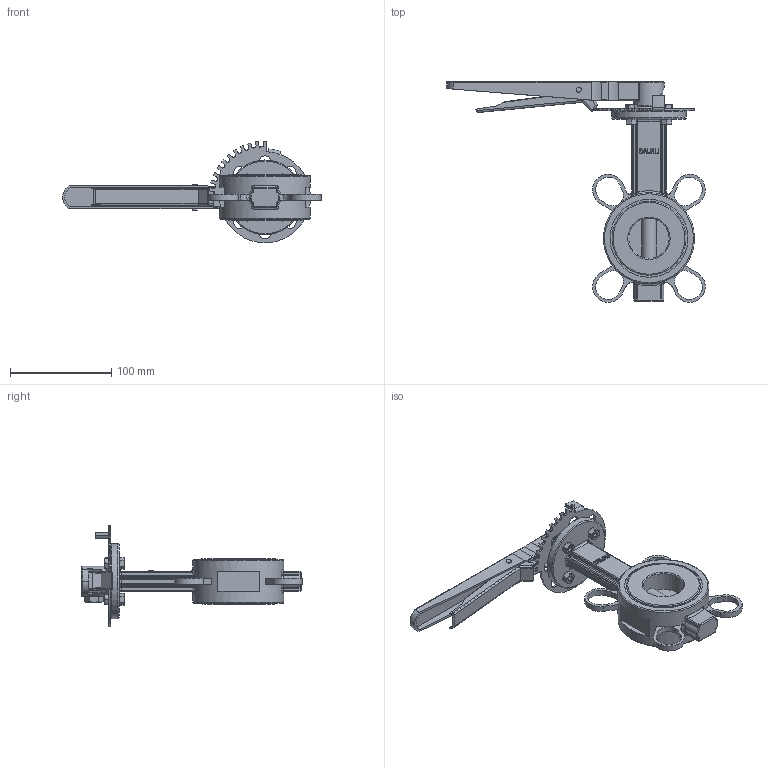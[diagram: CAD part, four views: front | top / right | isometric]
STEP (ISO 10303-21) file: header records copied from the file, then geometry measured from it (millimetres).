
FILE_DESCRIPTION(/* description */ (''),/* implementation_level */ '2;1');
FILE_NAME(/* name */ 'DN40_3D_STEP.stp',/* time_stamp */ '2025-03-21T00:52:54+03:00',/* author */ ('igorr'),/* organization */ (''),/* preprocessor_version */ 'ST-DEVELOPER v20',/* originating_system */ 'Autodesk Inventor 2025',/* authorisation */ '');
FILE_SCHEMA (('AUTOMOTIVE_DESIGN { 1 0 10303 214 3 1 1 }'));
Length unit declared in the file: millimetre
Products named in the file (9): Сборка1; Деталь1; Сборка1_1; Деталь3; Деталь4; Деталь5; AS 1110 - M10 x 16; AS 1110 - M6 x 12; ANSI B18.2.4.2M - M6x1
Assembly tree (14 placements, depth 3):
  Сборка1
    Деталь1
    Сборка1_1
      Деталь3
      Деталь4
      Деталь5
      AS 1110 - M10 x 16
    AS 1110 - M6 x 12  x4
    ANSI B18.2.4.2M - M6x1  x4
Bounding box: 255.67 x 218.37 x 100.44 mm (x, y, z)
Volume: 378865.7 mm3; surface area: 110928.7 mm2
Topology: 13 solids, 13 shells, 788 faces, 1978 edges, 1207 vertices
Faces by surface type: plane 327, cylinder 227, cone 93, bspline 91, torus 42, sphere 8
Full cylindrical faces by diameter (mm): 3 x1, 4.917 x4, 5 x5, 6 x4, 8 x4, 10 x7, 16 x1, 27.386 x1, 28 x1, 30 x1, 40 x2, 73 x2, 74 x1, 77 x2, 90 x1
Entity records: 23521 total; most frequent: CARTESIAN_POINT 7171, ORIENTED_EDGE 3298, DIRECTION 3137, EDGE_CURVE 1649, AXIS2_PLACEMENT_3D 1164, VERTEX_POINT 1030, LINE 809, VECTOR 809
